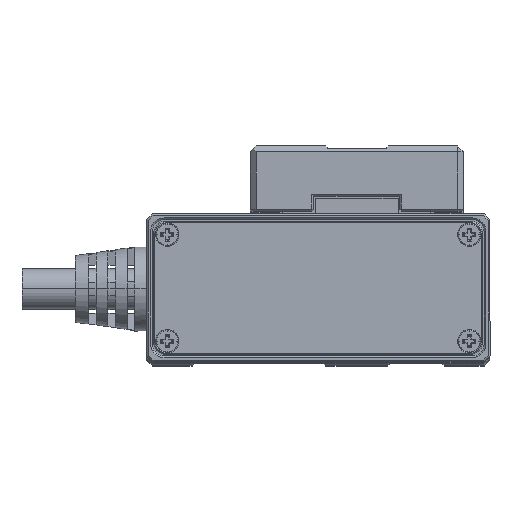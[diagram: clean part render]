
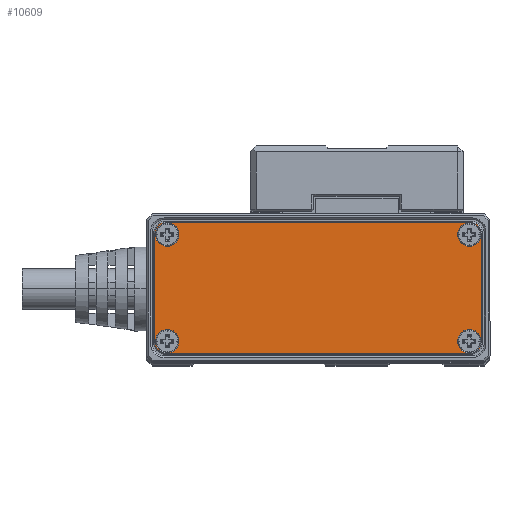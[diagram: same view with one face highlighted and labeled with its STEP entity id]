
A CAD part, top view. The second image highlights one B-rep face of the part: STEP entity #10609.
In plain terms, the highlighted planar face has unit normal (0, 0, 1).
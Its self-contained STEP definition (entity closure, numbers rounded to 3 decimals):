
#114 = DIRECTION ( 'NONE',  ( -1., 0., 0. ) ) ;
#248 = CARTESIAN_POINT ( 'NONE',  ( -25.5, -9., 1. ) ) ;
#1715 = CARTESIAN_POINT ( 'NONE',  ( -27.5, 9., 1. ) ) ;
#1736 = AXIS2_PLACEMENT_3D ( 'NONE', #14536, #27238, #114 ) ;
#1929 = CARTESIAN_POINT ( 'NONE',  ( -23.5, 9., 1. ) ) ;
#2133 = CARTESIAN_POINT ( 'NONE',  ( 23.5, 9., 1. ) ) ;
#2447 = ORIENTED_EDGE ( 'NONE', *, *, #13658, .T. ) ;
#2505 = ORIENTED_EDGE ( 'NONE', *, *, #11131, .T. ) ;
#3510 = DIRECTION ( 'NONE',  ( 0., 1., 0. ) ) ;
#4022 = CARTESIAN_POINT ( 'NONE',  ( -25.75, -9.25, 1. ) ) ;
#4197 = VERTEX_POINT ( 'NONE', #1715 ) ;
#4419 = CARTESIAN_POINT ( 'NONE',  ( -27.55, 9.25, 1. ) ) ;
#4430 = CARTESIAN_POINT ( 'NONE',  ( -27.5, -9., 1. ) ) ;
#4880 = AXIS2_PLACEMENT_3D ( 'NONE', #12983, #30364, #43943 ) ;
#5229 = DIRECTION ( 'NONE',  ( 0., 0., 1. ) ) ;
#5242 = ORIENTED_EDGE ( 'NONE', *, *, #26280, .F. ) ;
#5270 = DIRECTION ( 'NONE',  ( 1., 0., 0. ) ) ;
#5971 = CIRCLE ( 'NONE', #21612, 2. ) ;
#6156 = EDGE_CURVE ( 'NONE', #42357, #41336, #20906, .T. ) ;
#6718 = EDGE_CURVE ( 'NONE', #31956, #4197, #34963, .T. ) ;
#6894 = EDGE_CURVE ( 'NONE', #33214, #43911, #40638, .T. ) ;
#7074 = LINE ( 'NONE', #7506, #19332 ) ;
#7240 = VERTEX_POINT ( 'NONE', #39040 ) ;
#7304 = ORIENTED_EDGE ( 'NONE', *, *, #16674, .T. ) ;
#7506 = CARTESIAN_POINT ( 'NONE',  ( 25.75, 11.05, 1. ) ) ;
#7874 = CARTESIAN_POINT ( 'NONE',  ( 27.5, 9., 1. ) ) ;
#8002 = EDGE_LOOP ( 'NONE', ( #2505, #7304, #38865, #31144, #19582, #2447, #15711, #40331 ) ) ;
#9395 = DIRECTION ( 'NONE',  ( 0., 0., 1. ) ) ;
#9446 = CARTESIAN_POINT ( 'NONE',  ( 25.75, 9.25, 1. ) ) ;
#9480 = DIRECTION ( 'NONE',  ( 0., 0., 1. ) ) ;
#9587 = DIRECTION ( 'NONE',  ( 0., 0., 1. ) ) ;
#10211 = DIRECTION ( 'NONE',  ( 0., 0., 1. ) ) ;
#10509 = FACE_BOUND ( 'NONE', #37084, .T. ) ;
#10609 = ADVANCED_FACE ( 'NONE', ( #20105, #17210, #30790, #10509, #20327 ), #16768, .F. ) ;
#10645 = ORIENTED_EDGE ( 'NONE', *, *, #30635, .F. ) ;
#11022 = EDGE_CURVE ( 'NONE', #38904, #33804, #26262, .T. ) ;
#11131 = EDGE_CURVE ( 'NONE', #38514, #34471, #13435, .T. ) ;
#11153 = EDGE_CURVE ( 'NONE', #7240, #28883, #14574, .T. ) ;
#11478 = LINE ( 'NONE', #41331, #13019 ) ;
#11715 = CARTESIAN_POINT ( 'NONE',  ( 25.5, 9., 1. ) ) ;
#12123 = DIRECTION ( 'NONE',  ( 1., 0., 0. ) ) ;
#12811 = AXIS2_PLACEMENT_3D ( 'NONE', #11715, #36211, #42673 ) ;
#12939 = CARTESIAN_POINT ( 'NONE',  ( 25.75, -11.05, 1. ) ) ;
#12983 = CARTESIAN_POINT ( 'NONE',  ( 25.75, 9.25, 1. ) ) ;
#13019 = VECTOR ( 'NONE', #18174, 1000. ) ;
#13435 = CIRCLE ( 'NONE', #40432, 1.8 ) ;
#13463 = AXIS2_PLACEMENT_3D ( 'NONE', #248, #10211, #30935 ) ;
#13658 = EDGE_CURVE ( 'NONE', #42282, #42357, #7074, .T. ) ;
#13768 = CIRCLE ( 'NONE', #40769, 1.8 ) ;
#14150 = CARTESIAN_POINT ( 'NONE',  ( 27.5, -9., 1. ) ) ;
#14536 = CARTESIAN_POINT ( 'NONE',  ( -25.75, 9.25, 1. ) ) ;
#14574 = LINE ( 'NONE', #43803, #34058 ) ;
#14957 = CARTESIAN_POINT ( 'NONE',  ( -23.5, -9., 1. ) ) ;
#15339 = AXIS2_PLACEMENT_3D ( 'NONE', #35734, #26758, #36986 ) ;
#15590 = ORIENTED_EDGE ( 'NONE', *, *, #17938, .F. ) ;
#15711 = ORIENTED_EDGE ( 'NONE', *, *, #6156, .T. ) ;
#15737 = EDGE_CURVE ( 'NONE', #28883, #42282, #13768, .T. ) ;
#16674 = EDGE_CURVE ( 'NONE', #34471, #28183, #11478, .T. ) ;
#16768 = PLANE ( 'NONE',  #4880 ) ;
#16788 = DIRECTION ( 'NONE',  ( -1., 0., 0. ) ) ;
#17210 = FACE_BOUND ( 'NONE', #42913, .T. ) ;
#17603 = DIRECTION ( 'NONE',  ( 0., 0., 1. ) ) ;
#17938 = EDGE_CURVE ( 'NONE', #4197, #31956, #25964, .T. ) ;
#18174 = DIRECTION ( 'NONE',  ( 1., 0., 0. ) ) ;
#19332 = VECTOR ( 'NONE', #20667, 1000. ) ;
#19531 = ORIENTED_EDGE ( 'NONE', *, *, #11022, .F. ) ;
#19582 = ORIENTED_EDGE ( 'NONE', *, *, #15737, .T. ) ;
#19768 = VERTEX_POINT ( 'NONE', #2133 ) ;
#19904 = EDGE_CURVE ( 'NONE', #28183, #7240, #33825, .T. ) ;
#20033 = DIRECTION ( 'NONE',  ( 0., 0., 1. ) ) ;
#20105 = FACE_OUTER_BOUND ( 'NONE', #8002, .T. ) ;
#20327 = FACE_BOUND ( 'NONE', #34199, .T. ) ;
#20413 = ORIENTED_EDGE ( 'NONE', *, *, #28950, .F. ) ;
#20667 = DIRECTION ( 'NONE',  ( -1., 0., 0. ) ) ;
#20906 = CIRCLE ( 'NONE', #1736, 1.8 ) ;
#21531 = CARTESIAN_POINT ( 'NONE',  ( -27.55, -9.25, 1. ) ) ;
#21612 = AXIS2_PLACEMENT_3D ( 'NONE', #40160, #5229, #12123 ) ;
#22273 = CARTESIAN_POINT ( 'NONE',  ( 25.75, 11.05, 1. ) ) ;
#22777 = DIRECTION ( 'NONE',  ( 1., 0., 0. ) ) ;
#22882 = AXIS2_PLACEMENT_3D ( 'NONE', #43998, #9480, #40199 ) ;
#23847 = CARTESIAN_POINT ( 'NONE',  ( 25.5, -9., 1. ) ) ;
#24832 = CARTESIAN_POINT ( 'NONE',  ( -25.75, -11.05, 1. ) ) ;
#25517 = AXIS2_PLACEMENT_3D ( 'NONE', #23847, #9587, #43660 ) ;
#25964 = CIRCLE ( 'NONE', #29517, 2. ) ;
#26262 = CIRCLE ( 'NONE', #25517, 2. ) ;
#26280 = EDGE_CURVE ( 'NONE', #43033, #19768, #33438, .T. ) ;
#26606 = CIRCLE ( 'NONE', #40827, 2. ) ;
#26758 = DIRECTION ( 'NONE',  ( 0., 0., 1. ) ) ;
#27238 = DIRECTION ( 'NONE',  ( 0., 0., 1. ) ) ;
#27591 = DIRECTION ( 'NONE',  ( 0., -1., 0. ) ) ;
#27851 = AXIS2_PLACEMENT_3D ( 'NONE', #42899, #36223, #5270 ) ;
#28183 = VERTEX_POINT ( 'NONE', #12939 ) ;
#28478 = LINE ( 'NONE', #4419, #35915 ) ;
#28883 = VERTEX_POINT ( 'NONE', #43083 ) ;
#28950 = EDGE_CURVE ( 'NONE', #19768, #43033, #5971, .T. ) ;
#29517 = AXIS2_PLACEMENT_3D ( 'NONE', #40515, #20033, #33615 ) ;
#29727 = ORIENTED_EDGE ( 'NONE', *, *, #6894, .F. ) ;
#30364 = DIRECTION ( 'NONE',  ( 0., 0., -1. ) ) ;
#30495 = CARTESIAN_POINT ( 'NONE',  ( -25.75, 11.05, 1. ) ) ;
#30536 = CIRCLE ( 'NONE', #13463, 2. ) ;
#30545 = EDGE_LOOP ( 'NONE', ( #29727, #41157 ) ) ;
#30635 = EDGE_CURVE ( 'NONE', #33804, #38904, #26606, .T. ) ;
#30790 = FACE_BOUND ( 'NONE', #30545, .T. ) ;
#30935 = DIRECTION ( 'NONE',  ( 1., 0., 0. ) ) ;
#31144 = ORIENTED_EDGE ( 'NONE', *, *, #11153, .T. ) ;
#31314 = CARTESIAN_POINT ( 'NONE',  ( -27.55, 9.25, 1. ) ) ;
#31404 = EDGE_CURVE ( 'NONE', #41336, #38514, #28478, .T. ) ;
#31956 = VERTEX_POINT ( 'NONE', #1929 ) ;
#32920 = CARTESIAN_POINT ( 'NONE',  ( 23.5, -9., 1. ) ) ;
#33013 = CARTESIAN_POINT ( 'NONE',  ( 25.5, -9., 1. ) ) ;
#33214 = VERTEX_POINT ( 'NONE', #14957 ) ;
#33281 = DIRECTION ( 'NONE',  ( 0., 0., 1. ) ) ;
#33438 = CIRCLE ( 'NONE', #12811, 2. ) ;
#33615 = DIRECTION ( 'NONE',  ( 1., 0., 0. ) ) ;
#33804 = VERTEX_POINT ( 'NONE', #32920 ) ;
#33825 = CIRCLE ( 'NONE', #15339, 1.8 ) ;
#34058 = VECTOR ( 'NONE', #3510, 1000. ) ;
#34199 = EDGE_LOOP ( 'NONE', ( #19531, #10645 ) ) ;
#34471 = VERTEX_POINT ( 'NONE', #24832 ) ;
#34963 = CIRCLE ( 'NONE', #27851, 2. ) ;
#35734 = CARTESIAN_POINT ( 'NONE',  ( 25.75, -9.25, 1. ) ) ;
#35915 = VECTOR ( 'NONE', #27591, 1000. ) ;
#36211 = DIRECTION ( 'NONE',  ( 0., 0., 1. ) ) ;
#36223 = DIRECTION ( 'NONE',  ( 0., 0., 1. ) ) ;
#36603 = EDGE_CURVE ( 'NONE', #43911, #33214, #30536, .T. ) ;
#36986 = DIRECTION ( 'NONE',  ( -1., 0., 0. ) ) ;
#37084 = EDGE_LOOP ( 'NONE', ( #5242, #20413 ) ) ;
#37489 = ORIENTED_EDGE ( 'NONE', *, *, #6718, .F. ) ;
#38514 = VERTEX_POINT ( 'NONE', #21531 ) ;
#38865 = ORIENTED_EDGE ( 'NONE', *, *, #19904, .T. ) ;
#38904 = VERTEX_POINT ( 'NONE', #14150 ) ;
#39040 = CARTESIAN_POINT ( 'NONE',  ( 27.55, -9.25, 1. ) ) ;
#40160 = CARTESIAN_POINT ( 'NONE',  ( 25.5, 9., 1. ) ) ;
#40199 = DIRECTION ( 'NONE',  ( 1., 0., 0. ) ) ;
#40331 = ORIENTED_EDGE ( 'NONE', *, *, #31404, .T. ) ;
#40432 = AXIS2_PLACEMENT_3D ( 'NONE', #4022, #17603, #41197 ) ;
#40515 = CARTESIAN_POINT ( 'NONE',  ( -25.5, 9., 1. ) ) ;
#40638 = CIRCLE ( 'NONE', #22882, 2. ) ;
#40769 = AXIS2_PLACEMENT_3D ( 'NONE', #9446, #33281, #16788 ) ;
#40827 = AXIS2_PLACEMENT_3D ( 'NONE', #33013, #9395, #22777 ) ;
#41157 = ORIENTED_EDGE ( 'NONE', *, *, #36603, .F. ) ;
#41197 = DIRECTION ( 'NONE',  ( -1., 0., 0. ) ) ;
#41331 = CARTESIAN_POINT ( 'NONE',  ( 25.75, -11.05, 1. ) ) ;
#41336 = VERTEX_POINT ( 'NONE', #31314 ) ;
#42282 = VERTEX_POINT ( 'NONE', #22273 ) ;
#42357 = VERTEX_POINT ( 'NONE', #30495 ) ;
#42673 = DIRECTION ( 'NONE',  ( 1., 0., 0. ) ) ;
#42899 = CARTESIAN_POINT ( 'NONE',  ( -25.5, 9., 1. ) ) ;
#42913 = EDGE_LOOP ( 'NONE', ( #37489, #15590 ) ) ;
#43033 = VERTEX_POINT ( 'NONE', #7874 ) ;
#43083 = CARTESIAN_POINT ( 'NONE',  ( 27.55, 9.25, 1. ) ) ;
#43660 = DIRECTION ( 'NONE',  ( 1., 0., 0. ) ) ;
#43803 = CARTESIAN_POINT ( 'NONE',  ( 27.55, 9.25, 1. ) ) ;
#43911 = VERTEX_POINT ( 'NONE', #4430 ) ;
#43943 = DIRECTION ( 'NONE',  ( -1., 0., 0. ) ) ;
#43998 = CARTESIAN_POINT ( 'NONE',  ( -25.5, -9., 1. ) ) ;
